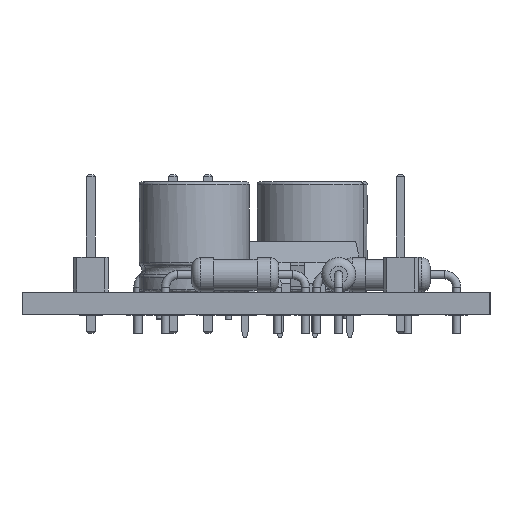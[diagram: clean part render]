
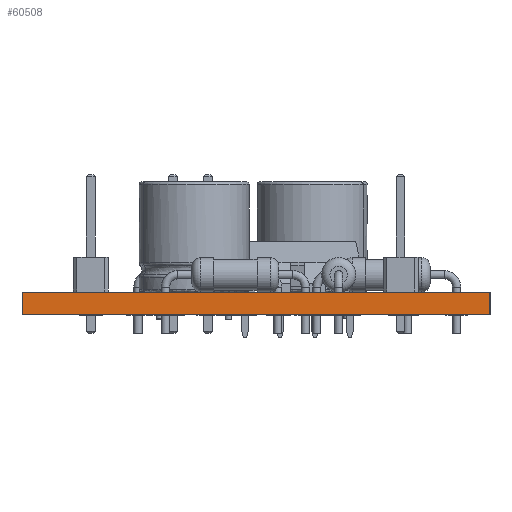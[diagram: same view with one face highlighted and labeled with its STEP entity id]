
A CAD part, left-side view. The second image highlights one B-rep face of the part: STEP entity #60508.
In plain terms, the highlighted planar face has unit normal (-1, 0, 0).
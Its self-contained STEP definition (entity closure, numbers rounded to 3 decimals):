
#60452 = VERTEX_POINT('',#60453);
#60453 = CARTESIAN_POINT('',(130.,-114.5,1.6));
#60459 = EDGE_CURVE('',#60460,#60452,#60462,.T.);
#60460 = VERTEX_POINT('',#60461);
#60461 = CARTESIAN_POINT('',(130.,-114.5,0.));
#60462 = LINE('',#60463,#60464);
#60463 = CARTESIAN_POINT('',(130.,-114.5,0.));
#60464 = VECTOR('',#60465,1.);
#60465 = DIRECTION('',(0.,0.,1.));
#60508 = ADVANCED_FACE('',(#60509),#60534,.T.);
#60509 = FACE_BOUND('',#60510,.T.);
#60510 = EDGE_LOOP('',(#60511,#60512,#60520,#60528));
#60511 = ORIENTED_EDGE('',*,*,#60459,.T.);
#60512 = ORIENTED_EDGE('',*,*,#60513,.T.);
#60513 = EDGE_CURVE('',#60452,#60514,#60516,.T.);
#60514 = VERTEX_POINT('',#60515);
#60515 = CARTESIAN_POINT('',(130.,-80.5,1.6));
#60516 = LINE('',#60517,#60518);
#60517 = CARTESIAN_POINT('',(130.,-114.5,1.6));
#60518 = VECTOR('',#60519,1.);
#60519 = DIRECTION('',(0.,1.,0.));
#60520 = ORIENTED_EDGE('',*,*,#60521,.F.);
#60521 = EDGE_CURVE('',#60522,#60514,#60524,.T.);
#60522 = VERTEX_POINT('',#60523);
#60523 = CARTESIAN_POINT('',(130.,-80.5,0.));
#60524 = LINE('',#60525,#60526);
#60525 = CARTESIAN_POINT('',(130.,-80.5,0.));
#60526 = VECTOR('',#60527,1.);
#60527 = DIRECTION('',(0.,0.,1.));
#60528 = ORIENTED_EDGE('',*,*,#60529,.F.);
#60529 = EDGE_CURVE('',#60460,#60522,#60530,.T.);
#60530 = LINE('',#60531,#60532);
#60531 = CARTESIAN_POINT('',(130.,-114.5,0.));
#60532 = VECTOR('',#60533,1.);
#60533 = DIRECTION('',(0.,1.,0.));
#60534 = PLANE('',#60535);
#60535 = AXIS2_PLACEMENT_3D('',#60536,#60537,#60538);
#60536 = CARTESIAN_POINT('',(130.,-114.5,0.));
#60537 = DIRECTION('',(-1.,0.,0.));
#60538 = DIRECTION('',(0.,1.,0.));
